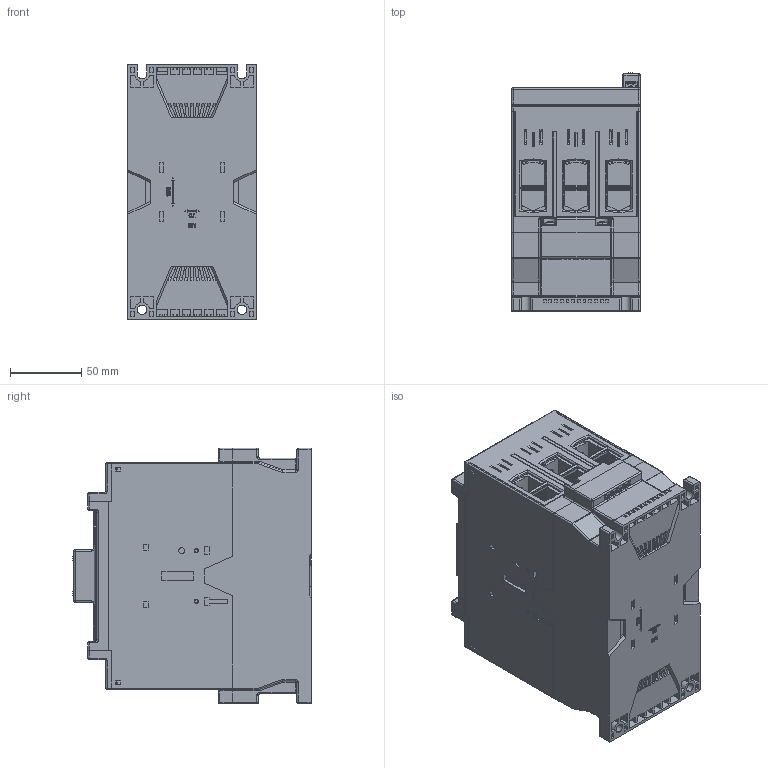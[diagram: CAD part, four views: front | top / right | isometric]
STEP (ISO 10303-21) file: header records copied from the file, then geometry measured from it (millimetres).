
FILE_DESCRIPTION (( 'STEP AP203' ), '1' );
FILE_NAME ('RADE KONCAR Contactors CNN 150, CNN 130, CNN 115.STEP', '2023-10-12T09:43:24', ( '' ), ( '' ), 'SwSTEP 2.0', 'SolidWorks 2011', '' );
FILE_SCHEMA (( 'CONFIG_CONTROL_DESIGN' ));
Length unit declared in the file: millimetre
Products named in the file (1): RADE KONCAR Contactors CNN 150, CNN 130, CNN 115
Bounding box: 90 x 166.9 x 179 mm (x, y, z)
Volume: 1925656.2 mm3; surface area: 299040.8 mm2
Topology: 47 solids, 48 shells, 5635 faces, 15078 edges, 9455 vertices
Faces by surface type: plane 3530, cylinder 1053, bspline 795, torus 97, cone 85, sphere 75
Entity records: 198530 total; most frequent: CARTESIAN_POINT 64443, ORIENTED_EDGE 29842, DIRECTION 24680, EDGE_CURVE 14921, LINE 10576, VECTOR 10576, VERTEX_POINT 9426, AXIS2_PLACEMENT_3D 7052
